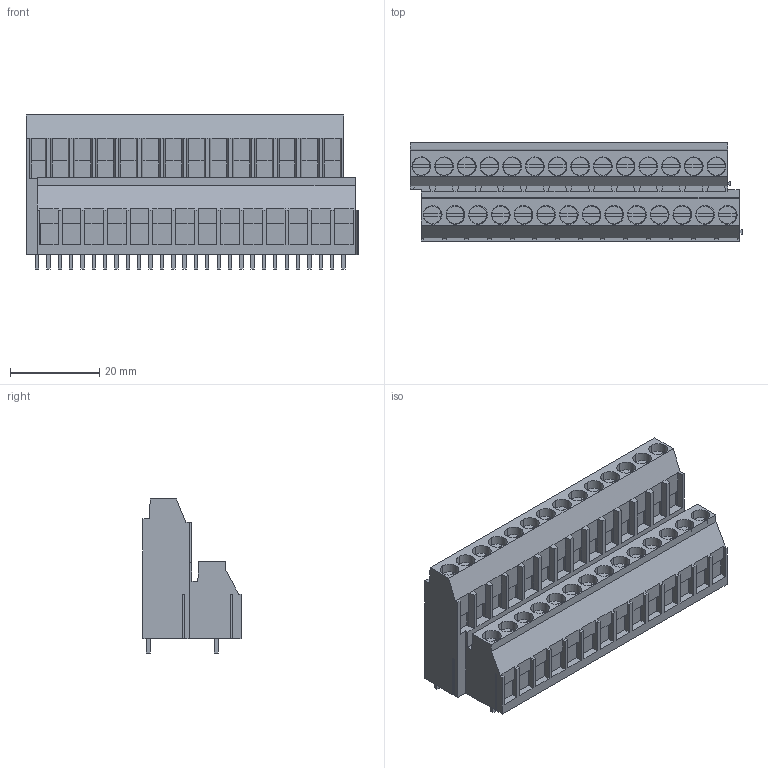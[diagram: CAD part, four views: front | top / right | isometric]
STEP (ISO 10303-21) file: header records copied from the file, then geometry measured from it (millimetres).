
FILE_DESCRIPTION(('CATIA V5 STEP','CAx-IF Rec.Pracs.--- Model Styling and Organization---1.4--- 2014-01-23'),'2;1');
FILE_NAME ('D1460978_1', '2024-03-18T12:50:25+00:00', ('none'), ('Weidmueller'), 'CATIA Version 5-6 Release 2016 SP3 HF44', 'CATIA V5 STEP AP214', 'none');
FILE_SCHEMA(('AUTOMOTIVE_DESIGN { 1 0 10303 214 1 1 1 1 }'));
Length unit declared in the file: millimetre
Products named in the file (1): 1977580000
Bounding box: 74.31 x 21.94 x 34.47 mm (x, y, z)
Volume: 30297.6 mm3; surface area: 14645.3 mm2
Topology: 57 solids, 57 shells, 1564 faces, 4488 edges, 3067 vertices
Faces by surface type: plane 1452, cylinder 112
Entity records: 46710 total; most frequent: ORIENTED_EDGE 8976, CARTESIAN_POINT 8973, DIRECTION 5879, EDGE_CURVE 4488, VECTOR 3965, LINE 3965, VERTEX_POINT 3067, EDGE_LOOP 1593
